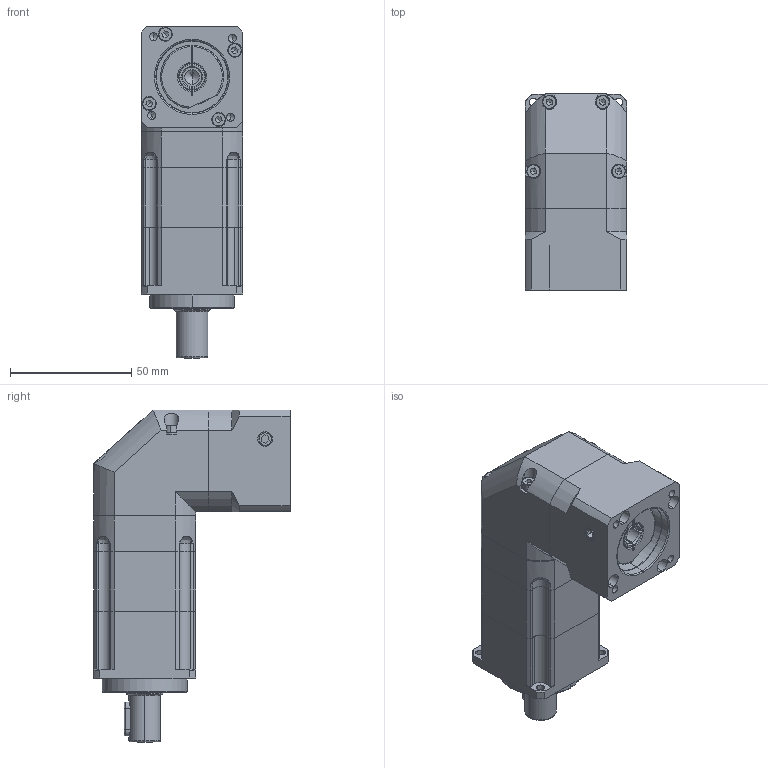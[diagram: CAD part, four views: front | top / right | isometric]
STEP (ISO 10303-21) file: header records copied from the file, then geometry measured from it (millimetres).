
FILE_DESCRIPTION (( 'STEP AP203' ), '1' );
FILE_NAME ('FABR-042D-L2-S2-8-30-46-M4-26.STEP', '2022-04-29T08:42:53', ( 'User' ), ( 'China' ), 'SwSTEP 2.0', 'SolidWorks 2020', '' );
FILE_SCHEMA (( 'CONFIG_CONTROL_DESIGN' ));
Length unit declared in the file: millimetre
Products named in the file (14): 输入轴锁紧环-11X26X9; 踡隅蹟隊M6X6; M3-10樓粟菜; R042Dshuchuketi; 输入法兰FABR042D-30X33.5XM4(46); 一级内齿圈FAB042D-Z108; A倰す瑩5X14; 珨撰眻褒眊极 FABR042D; 输入太阳齿轮FAB042D-8; 怀堤俴陎殤FAB042; FAB-042; M3-10; 调整垫片FABR042D-20; FABR-042D-L2-S2-8-30-46-M4-26
Assembly tree (20 placements, depth 2):
  FABR-042D-L2-S2-8-30-46-M4-26
    珨撰眻褒眊极 FABR042D
    R042Dshuchuketi
    调整垫片FABR042D-20
    一级内齿圈FAB042D-Z108
    踡隅蹟隊M6X6
    怀堤俴陎殤FAB042
    输入太阳齿轮FAB042D-8
    输入轴锁紧环-11X26X9
    A倰す瑩5X14
    M3-10
    M3-10樓粟菜  x8
    FAB-042
    输入法兰FABR042D-30X33.5XM4(46)
Bounding box: 42 x 81 x 137 mm (x, y, z)
Volume: 179519.3 mm3; surface area: 70239.3 mm2
Topology: 14 solids, 30 shells, 977 faces, 2424 edges, 1542 vertices
Faces by surface type: cylinder 450, plane 291, cone 134, bspline 80, torus 22
Entity records: 28047 total; most frequent: CARTESIAN_POINT 7564, DIRECTION 4124, ORIENTED_EDGE 3828, EDGE_CURVE 1918, AXIS2_PLACEMENT_3D 1672, VERTEX_POINT 1241, CIRCLE 933, EDGE_LOOP 924
